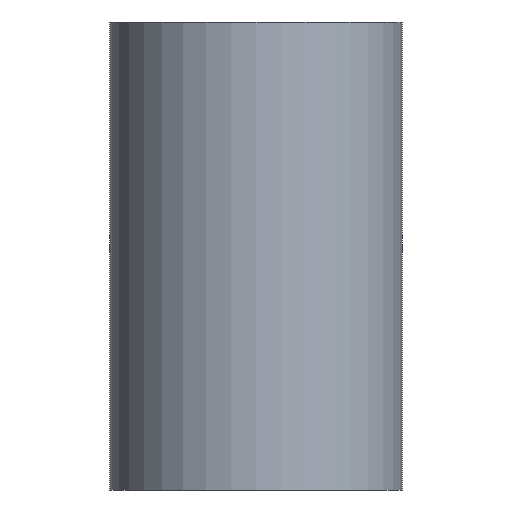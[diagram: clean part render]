
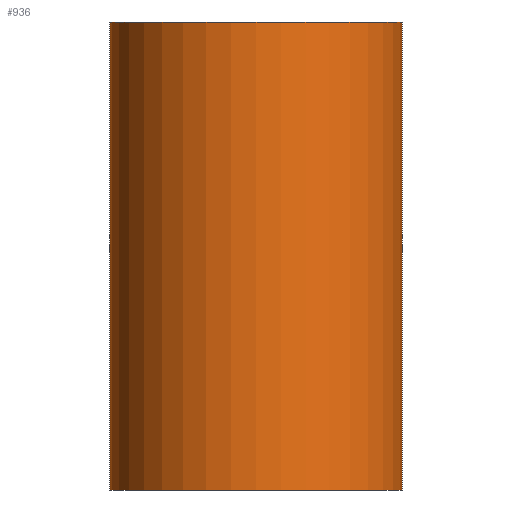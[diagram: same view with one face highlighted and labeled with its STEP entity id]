
A CAD part, front view. The second image highlights one B-rep face of the part: STEP entity #936.
In plain terms, the highlighted cylindrical face has radius 22.5 mm (diameter 45 mm), a partial arc.
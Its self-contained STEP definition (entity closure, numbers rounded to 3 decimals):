
#3 = DIRECTION ( 'NONE',  ( 0., 0., -1. ) ) ;
#18 = DIRECTION ( 'NONE',  ( 1., 0., 0. ) ) ;
#38 = EDGE_CURVE ( 'NONE', #947, #400, #439, .T. ) ;
#90 = ORIENTED_EDGE ( 'NONE', *, *, #772, .T. ) ;
#95 = AXIS2_PLACEMENT_3D ( 'NONE', #332, #3, #249 ) ;
#100 = VERTEX_POINT ( 'NONE', #401 ) ;
#119 = EDGE_CURVE ( 'NONE', #100, #400, #775, .T. ) ;
#209 = CARTESIAN_POINT ( 'NONE',  ( -22.5, 0., 135.64 ) ) ;
#222 = AXIS2_PLACEMENT_3D ( 'NONE', #555, #646, #813 ) ;
#249 = DIRECTION ( 'NONE',  ( -1., 0., 0. ) ) ;
#259 = ORIENTED_EDGE ( 'NONE', *, *, #119, .T. ) ;
#311 = VECTOR ( 'NONE', #871, 1000. ) ;
#325 = VECTOR ( 'NONE', #627, 1000. ) ;
#332 = CARTESIAN_POINT ( 'NONE',  ( 0., 0., 135.64 ) ) ;
#400 = VERTEX_POINT ( 'NONE', #623 ) ;
#401 = CARTESIAN_POINT ( 'NONE',  ( -22.5, 0., 0. ) ) ;
#406 = CIRCLE ( 'NONE', #554, 22.5 ) ;
#439 = LINE ( 'NONE', #779, #325 ) ;
#554 = AXIS2_PLACEMENT_3D ( 'NONE', #605, #925, #18 ) ;
#555 = CARTESIAN_POINT ( 'NONE',  ( 0., 0., 0. ) ) ;
#605 = CARTESIAN_POINT ( 'NONE',  ( 0., 0., 72. ) ) ;
#609 = EDGE_CURVE ( 'NONE', #950, #947, #406, .T. ) ;
#623 = CARTESIAN_POINT ( 'NONE',  ( 22.5, 0., 0. ) ) ;
#627 = DIRECTION ( 'NONE',  ( 0., 0., -1. ) ) ;
#635 = EDGE_LOOP ( 'NONE', ( #868, #886, #90, #259 ) ) ;
#646 = DIRECTION ( 'NONE',  ( 0., 0., 1. ) ) ;
#753 = CYLINDRICAL_SURFACE ( 'NONE', #95, 22.5 ) ;
#772 = EDGE_CURVE ( 'NONE', #950, #100, #806, .T. ) ;
#775 = CIRCLE ( 'NONE', #222, 22.5 ) ;
#779 = CARTESIAN_POINT ( 'NONE',  ( 22.5, 0., 135.64 ) ) ;
#806 = LINE ( 'NONE', #209, #311 ) ;
#813 = DIRECTION ( 'NONE',  ( 1., 0., 0. ) ) ;
#826 = CARTESIAN_POINT ( 'NONE',  ( -22.5, 0., 72. ) ) ;
#868 = ORIENTED_EDGE ( 'NONE', *, *, #38, .F. ) ;
#871 = DIRECTION ( 'NONE',  ( 0., 0., -1. ) ) ;
#886 = ORIENTED_EDGE ( 'NONE', *, *, #609, .F. ) ;
#903 = CARTESIAN_POINT ( 'NONE',  ( 22.5, 0., 72. ) ) ;
#908 = FACE_OUTER_BOUND ( 'NONE', #635, .T. ) ;
#925 = DIRECTION ( 'NONE',  ( 0., 0., 1. ) ) ;
#936 = ADVANCED_FACE ( 'NONE', ( #908 ), #753, .T. ) ;
#947 = VERTEX_POINT ( 'NONE', #903 ) ;
#950 = VERTEX_POINT ( 'NONE', #826 ) ;
